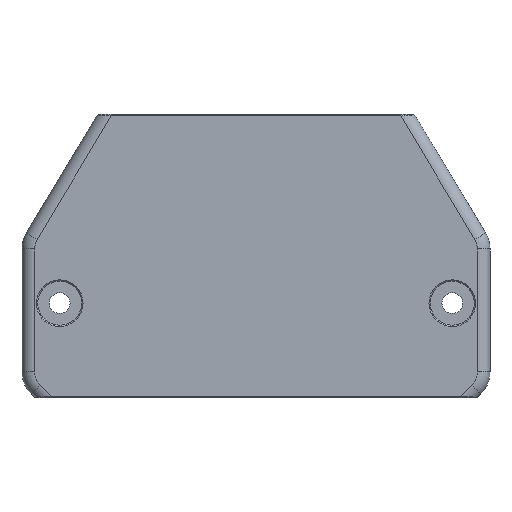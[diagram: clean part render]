
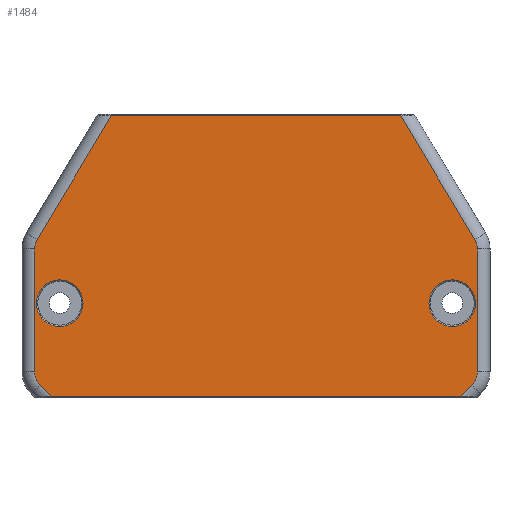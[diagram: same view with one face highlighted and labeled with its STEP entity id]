
A CAD part, front view. The second image highlights one B-rep face of the part: STEP entity #1484.
In plain terms, the highlighted planar face has unit normal (0, -1, 0).
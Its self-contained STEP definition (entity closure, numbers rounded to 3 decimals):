
#7 = EDGE_CURVE ( 'NONE', #3428, #1107, #879, .T. ) ;
#10 = DIRECTION ( 'NONE',  ( -1., 0., 0. ) ) ;
#31 = CARTESIAN_POINT ( 'NONE',  ( 31.2, -15.35, 11.3 ) ) ;
#41 = EDGE_LOOP ( 'NONE', ( #2699, #239 ) ) ;
#45 = CARTESIAN_POINT ( 'NONE',  ( -34.321, -15.35, 1.95 ) ) ;
#173 = CARTESIAN_POINT ( 'NONE',  ( -34.772, -15.35, 25.159 ) ) ;
#189 = DIRECTION ( 'NONE',  ( -1., 0., 0. ) ) ;
#210 = EDGE_CURVE ( 'NONE', #1303, #1560, #1896, .T. ) ;
#218 = DIRECTION ( 'NONE',  ( -1., 0., 0. ) ) ;
#238 = EDGE_CURVE ( 'NONE', #690, #2071, #1655, .T. ) ;
#239 = ORIENTED_EDGE ( 'NONE', *, *, #210, .T. ) ;
#243 = DIRECTION ( 'NONE',  ( 0., -1., 0. ) ) ;
#273 = DIRECTION ( 'NONE',  ( 0., 1., 0. ) ) ;
#289 = VERTEX_POINT ( 'NONE', #2703 ) ;
#302 = CARTESIAN_POINT ( 'NONE',  ( 23.485, -15.35, 43.971 ) ) ;
#325 = DIRECTION ( 'NONE',  ( 0., -1., 0. ) ) ;
#346 = EDGE_CURVE ( 'NONE', #2083, #289, #962, .T. ) ;
#418 = CARTESIAN_POINT ( 'NONE',  ( 34.772, -15.35, 25.159 ) ) ;
#431 = CARTESIAN_POINT ( 'NONE',  ( 32.572, -15.35, 0.2 ) ) ;
#456 = LINE ( 'NONE', #173, #1026 ) ;
#460 = EDGE_CURVE ( 'NONE', #960, #2693, #3414, .T. ) ;
#474 = CARTESIAN_POINT ( 'NONE',  ( 35.2, -15.35, 4.071 ) ) ;
#487 = VECTOR ( 'NONE', #1692, 1000. ) ;
#581 = DIRECTION ( 'NONE',  ( -1., 0., 0. ) ) ;
#602 = AXIS2_PLACEMENT_3D ( 'NONE', #744, #1855, #10 ) ;
#610 = CARTESIAN_POINT ( 'NONE',  ( 35.2, -15.35, 23.615 ) ) ;
#632 = LINE ( 'NONE', #864, #852 ) ;
#690 = VERTEX_POINT ( 'NONE', #871 ) ;
#693 = LINE ( 'NONE', #2110, #1141 ) ;
#744 = CARTESIAN_POINT ( 'NONE',  ( 31.2, -15.35, 15. ) ) ;
#760 = ORIENTED_EDGE ( 'NONE', *, *, #2265, .T. ) ;
#844 = AXIS2_PLACEMENT_3D ( 'NONE', #3282, #1274, #2152 ) ;
#852 = VECTOR ( 'NONE', #581, 1000. ) ;
#864 = CARTESIAN_POINT ( 'NONE',  ( -22.868, -15.35, 44.8 ) ) ;
#871 = CARTESIAN_POINT ( 'NONE',  ( -35.2, -15.35, 4.071 ) ) ;
#879 = LINE ( 'NONE', #1187, #3452 ) ;
#904 = CIRCLE ( 'NONE', #2077, 3. ) ;
#959 = VECTOR ( 'NONE', #2089, 1000. ) ;
#960 = VERTEX_POINT ( 'NONE', #418 ) ;
#962 = CIRCLE ( 'NONE', #1193, 3. ) ;
#1019 = AXIS2_PLACEMENT_3D ( 'NONE', #3208, #2986, #1217 ) ;
#1026 = VECTOR ( 'NONE', #3359, 1000. ) ;
#1029 = AXIS2_PLACEMENT_3D ( 'NONE', #1618, #1076, #2198 ) ;
#1053 = CARTESIAN_POINT ( 'NONE',  ( 34.321, -15.35, 1.95 ) ) ;
#1067 = EDGE_CURVE ( 'NONE', #2704, #1638, #1774, .T. ) ;
#1069 = ORIENTED_EDGE ( 'NONE', *, *, #460, .T. ) ;
#1076 = DIRECTION ( 'NONE',  ( 0., 1., 0. ) ) ;
#1107 = VERTEX_POINT ( 'NONE', #1053 ) ;
#1112 = CARTESIAN_POINT ( 'NONE',  ( -35.2, -15.35, 4.071 ) ) ;
#1141 = VECTOR ( 'NONE', #3259, 1000. ) ;
#1187 = CARTESIAN_POINT ( 'NONE',  ( 34.321, -15.35, 1.95 ) ) ;
#1193 = AXIS2_PLACEMENT_3D ( 'NONE', #3061, #2145, #189 ) ;
#1217 = DIRECTION ( 'NONE',  ( -1., 0., 0. ) ) ;
#1269 = CARTESIAN_POINT ( 'NONE',  ( 32.2, -15.35, 4.071 ) ) ;
#1274 = DIRECTION ( 'NONE',  ( 0., 1., 0. ) ) ;
#1277 = ORIENTED_EDGE ( 'NONE', *, *, #346, .T. ) ;
#1303 = VERTEX_POINT ( 'NONE', #2430 ) ;
#1367 = AXIS2_PLACEMENT_3D ( 'NONE', #1663, #273, #218 ) ;
#1472 = VERTEX_POINT ( 'NONE', #474 ) ;
#1483 = CIRCLE ( 'NONE', #1029, 3.7 ) ;
#1484 = ADVANCED_FACE ( 'NONE', ( #3378, #1944, #3613 ), #3082, .F. ) ;
#1552 = VERTEX_POINT ( 'NONE', #2311 ) ;
#1560 = VERTEX_POINT ( 'NONE', #31 ) ;
#1618 = CARTESIAN_POINT ( 'NONE',  ( -31.2, -15.35, 15. ) ) ;
#1638 = VERTEX_POINT ( 'NONE', #2287 ) ;
#1639 = EDGE_CURVE ( 'NONE', #2300, #960, #3514, .T. ) ;
#1655 = CIRCLE ( 'NONE', #3519, 3. ) ;
#1663 = CARTESIAN_POINT ( 'NONE',  ( 25.2, -15.35, 45. ) ) ;
#1692 = DIRECTION ( 'NONE',  ( 0., 0., -1. ) ) ;
#1698 = ORIENTED_EDGE ( 'NONE', *, *, #2651, .T. ) ;
#1768 = EDGE_CURVE ( 'NONE', #2071, #2233, #2606, .T. ) ;
#1774 = CIRCLE ( 'NONE', #844, 3.7 ) ;
#1829 = VECTOR ( 'NONE', #1978, 1000. ) ;
#1855 = DIRECTION ( 'NONE',  ( 0., 1., 0. ) ) ;
#1895 = EDGE_CURVE ( 'NONE', #289, #690, #3409, .T. ) ;
#1896 = CIRCLE ( 'NONE', #1019, 3.7 ) ;
#1930 = ORIENTED_EDGE ( 'NONE', *, *, #7, .T. ) ;
#1944 = FACE_BOUND ( 'NONE', #2675, .T. ) ;
#1978 = DIRECTION ( 'NONE',  ( -0.514, 0., 0.857 ) ) ;
#2026 = LINE ( 'NONE', #610, #2082 ) ;
#2056 = EDGE_CURVE ( 'NONE', #1560, #1303, #2192, .T. ) ;
#2071 = VERTEX_POINT ( 'NONE', #45 ) ;
#2077 = AXIS2_PLACEMENT_3D ( 'NONE', #1269, #3235, #3254 ) ;
#2082 = VECTOR ( 'NONE', #2870, 1000. ) ;
#2083 = VERTEX_POINT ( 'NONE', #3473 ) ;
#2089 = DIRECTION ( 'NONE',  ( 0.707, 0., -0.707 ) ) ;
#2110 = CARTESIAN_POINT ( 'NONE',  ( 25.2, -15.35, 0.2 ) ) ;
#2134 = ORIENTED_EDGE ( 'NONE', *, *, #1067, .T. ) ;
#2145 = DIRECTION ( 'NONE',  ( 0., -1., 0. ) ) ;
#2152 = DIRECTION ( 'NONE',  ( -1., 0., 0. ) ) ;
#2192 = CIRCLE ( 'NONE', #602, 3.7 ) ;
#2198 = DIRECTION ( 'NONE',  ( -1., 0., 0. ) ) ;
#2233 = VERTEX_POINT ( 'NONE', #2928 ) ;
#2265 = EDGE_CURVE ( 'NONE', #2233, #3428, #693, .T. ) ;
#2287 = CARTESIAN_POINT ( 'NONE',  ( -31.2, -15.35, 18.7 ) ) ;
#2294 = EDGE_CURVE ( 'NONE', #1552, #2083, #456, .T. ) ;
#2300 = VERTEX_POINT ( 'NONE', #2761 ) ;
#2304 = CARTESIAN_POINT ( 'NONE',  ( 32.2, -15.35, 23.615 ) ) ;
#2311 = CARTESIAN_POINT ( 'NONE',  ( -22.988, -15.35, 44.8 ) ) ;
#2327 = CARTESIAN_POINT ( 'NONE',  ( -33.786, -15.35, 1.414 ) ) ;
#2390 = EDGE_CURVE ( 'NONE', #2693, #1552, #632, .T. ) ;
#2430 = CARTESIAN_POINT ( 'NONE',  ( 31.2, -15.35, 18.7 ) ) ;
#2456 = CARTESIAN_POINT ( 'NONE',  ( -31.2, -15.35, 11.3 ) ) ;
#2487 = AXIS2_PLACEMENT_3D ( 'NONE', #2304, #325, #2587 ) ;
#2493 = DIRECTION ( 'NONE',  ( -1., 0., 0. ) ) ;
#2534 = ORIENTED_EDGE ( 'NONE', *, *, #1895, .T. ) ;
#2536 = EDGE_CURVE ( 'NONE', #1107, #1472, #904, .T. ) ;
#2587 = DIRECTION ( 'NONE',  ( -1., 0., 0. ) ) ;
#2588 = DIRECTION ( 'NONE',  ( 0.707, 0., 0.707 ) ) ;
#2606 = LINE ( 'NONE', #2327, #959 ) ;
#2651 = EDGE_CURVE ( 'NONE', #1638, #2704, #1483, .T. ) ;
#2675 = EDGE_LOOP ( 'NONE', ( #2134, #1698 ) ) ;
#2693 = VERTEX_POINT ( 'NONE', #2739 ) ;
#2699 = ORIENTED_EDGE ( 'NONE', *, *, #2056, .T. ) ;
#2703 = CARTESIAN_POINT ( 'NONE',  ( -35.2, -15.35, 23.615 ) ) ;
#2704 = VERTEX_POINT ( 'NONE', #2456 ) ;
#2739 = CARTESIAN_POINT ( 'NONE',  ( 22.988, -15.35, 44.8 ) ) ;
#2749 = ORIENTED_EDGE ( 'NONE', *, *, #238, .T. ) ;
#2761 = CARTESIAN_POINT ( 'NONE',  ( 35.2, -15.35, 23.615 ) ) ;
#2771 = CARTESIAN_POINT ( 'NONE',  ( -32.2, -15.35, 4.071 ) ) ;
#2855 = EDGE_CURVE ( 'NONE', #1472, #2300, #2026, .T. ) ;
#2870 = DIRECTION ( 'NONE',  ( 0., 0., 1. ) ) ;
#2925 = ORIENTED_EDGE ( 'NONE', *, *, #2390, .T. ) ;
#2928 = CARTESIAN_POINT ( 'NONE',  ( -32.572, -15.35, 0.2 ) ) ;
#2986 = DIRECTION ( 'NONE',  ( 0., 1., 0. ) ) ;
#3061 = CARTESIAN_POINT ( 'NONE',  ( -32.2, -15.35, 23.615 ) ) ;
#3082 = PLANE ( 'NONE',  #1367 ) ;
#3208 = CARTESIAN_POINT ( 'NONE',  ( 31.2, -15.35, 15. ) ) ;
#3235 = DIRECTION ( 'NONE',  ( 0., -1., 0. ) ) ;
#3236 = ORIENTED_EDGE ( 'NONE', *, *, #1639, .T. ) ;
#3254 = DIRECTION ( 'NONE',  ( -1., 0., 0. ) ) ;
#3259 = DIRECTION ( 'NONE',  ( 1., 0., 0. ) ) ;
#3282 = CARTESIAN_POINT ( 'NONE',  ( -31.2, -15.35, 15. ) ) ;
#3321 = ORIENTED_EDGE ( 'NONE', *, *, #2294, .T. ) ;
#3359 = DIRECTION ( 'NONE',  ( -0.514, 0., -0.857 ) ) ;
#3378 = FACE_BOUND ( 'NONE', #41, .T. ) ;
#3409 = LINE ( 'NONE', #1112, #487 ) ;
#3414 = LINE ( 'NONE', #302, #1829 ) ;
#3428 = VERTEX_POINT ( 'NONE', #431 ) ;
#3452 = VECTOR ( 'NONE', #2588, 1000. ) ;
#3473 = CARTESIAN_POINT ( 'NONE',  ( -34.772, -15.35, 25.159 ) ) ;
#3499 = ORIENTED_EDGE ( 'NONE', *, *, #1768, .T. ) ;
#3514 = CIRCLE ( 'NONE', #2487, 3. ) ;
#3515 = ORIENTED_EDGE ( 'NONE', *, *, #2855, .T. ) ;
#3519 = AXIS2_PLACEMENT_3D ( 'NONE', #2771, #243, #2493 ) ;
#3610 = ORIENTED_EDGE ( 'NONE', *, *, #2536, .T. ) ;
#3613 = FACE_OUTER_BOUND ( 'NONE', #3639, .T. ) ;
#3639 = EDGE_LOOP ( 'NONE', ( #1069, #2925, #3321, #1277, #2534, #2749, #3499, #760, #1930, #3610, #3515, #3236 ) ) ;
